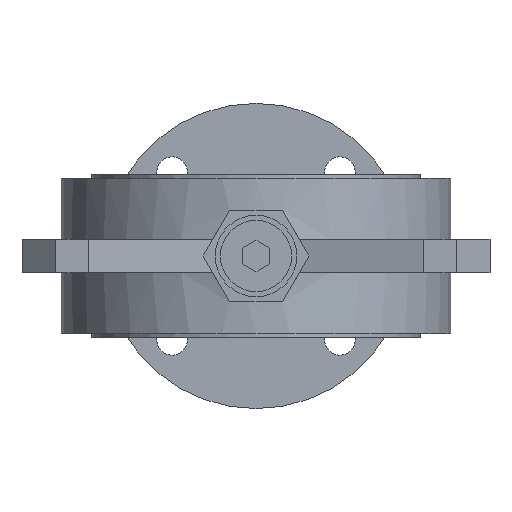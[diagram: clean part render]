
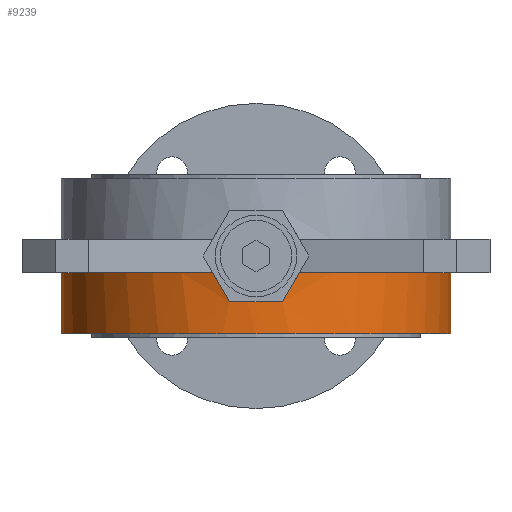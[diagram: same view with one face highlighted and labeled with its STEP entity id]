
A CAD part, front view. The second image highlights one B-rep face of the part: STEP entity #9239.
In plain terms, the highlighted cylindrical face has radius 57.5 mm (diameter 115 mm), a partial arc.
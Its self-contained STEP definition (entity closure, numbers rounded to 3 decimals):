
#843 = DIRECTION ( 'NONE',  ( 1., 0., 0. ) ) ;
#1383 = DIRECTION ( 'NONE',  ( 0., 0., 1. ) ) ;
#1450 = CARTESIAN_POINT ( 'NONE',  ( -12.702, -56.08, -5. ) ) ;
#2022 = ORIENTED_EDGE ( 'NONE', *, *, #8617, .F. ) ;
#2674 =( BOUNDED_CURVE ( )  B_SPLINE_CURVE ( 3, ( #3078, #22600, #14688, #1450 ),
 .UNSPECIFIED., .F., .T. ) 
 B_SPLINE_CURVE_WITH_KNOTS ( ( 4, 4 ),
 ( 4.848, 4.935 ),
 .UNSPECIFIED. ) 
 CURVE ( )  GEOMETRIC_REPRESENTATION_ITEM ( )  RATIONAL_B_SPLINE_CURVE ( ( 1., 0.999, 0.999, 1. ) ) 
 REPRESENTATION_ITEM ( '' )  );
#2882 = CARTESIAN_POINT ( 'NONE',  ( 9.442, -56.744, -10.645 ) ) ;
#2959 = CARTESIAN_POINT ( 'NONE',  ( 0., 0., -13.5 ) ) ;
#3078 = CARTESIAN_POINT ( 'NONE',  ( -7.794, -56.969, -13.5 ) ) ;
#3737 = CARTESIAN_POINT ( 'NONE',  ( 0., 0., -5. ) ) ;
#5036 = CYLINDRICAL_SURFACE ( 'NONE', #8270, 57.5 ) ;
#5214 = CARTESIAN_POINT ( 'NONE',  ( -57.5, 0., 115.101 ) ) ;
#5426 = DIRECTION ( 'NONE',  ( 0., 0., 1. ) ) ;
#5843 = ORIENTED_EDGE ( 'NONE', *, *, #8975, .T. ) ;
#5945 = CIRCLE ( 'NONE', #14019, 57.5 ) ;
#6205 = VECTOR ( 'NONE', #1383, 1000. ) ;
#6885 = VERTEX_POINT ( 'NONE', #23435 ) ;
#7122 = DIRECTION ( 'NONE',  ( 1., 0., 0. ) ) ;
#7192 = CARTESIAN_POINT ( 'NONE',  ( 57.5, 0., 115.101 ) ) ;
#7255 = AXIS2_PLACEMENT_3D ( 'NONE', #24539, #18823, #7122 ) ;
#7874 = VERTEX_POINT ( 'NONE', #16528 ) ;
#7914 = EDGE_CURVE ( 'NONE', #22839, #6885, #9226, .T. ) ;
#8270 = AXIS2_PLACEMENT_3D ( 'NONE', #15482, #15814, #13631 ) ;
#8333 = ORIENTED_EDGE ( 'NONE', *, *, #7914, .T. ) ;
#8617 = EDGE_CURVE ( 'NONE', #15713, #6885, #5945, .T. ) ;
#8975 = EDGE_CURVE ( 'NONE', #15713, #15264, #16750, .T. ) ;
#9226 = LINE ( 'NONE', #7192, #24295 ) ;
#9239 = ADVANCED_FACE ( 'NONE', ( #24311 ), #5036, .T. ) ;
#10300 = EDGE_CURVE ( 'NONE', #11400, #7874, #2674, .T. ) ;
#11400 = VERTEX_POINT ( 'NONE', #12722 ) ;
#11667 = ORIENTED_EDGE ( 'NONE', *, *, #23626, .T. ) ;
#11996 = VERTEX_POINT ( 'NONE', #22218 ) ;
#12386 = DIRECTION ( 'NONE',  ( 0., 0., -1. ) ) ;
#12391 = CARTESIAN_POINT ( 'NONE',  ( 7.794, -56.969, -13.5 ) ) ;
#12687 = CIRCLE ( 'NONE', #7255, 57.5 ) ;
#12722 = CARTESIAN_POINT ( 'NONE',  ( -7.794, -56.969, -13.5 ) ) ;
#12794 = LINE ( 'NONE', #5214, #6205 ) ;
#13232 = EDGE_CURVE ( 'NONE', #24354, #22839, #12687, .T. ) ;
#13631 = DIRECTION ( 'NONE',  ( 1., 0., 0. ) ) ;
#13916 = AXIS2_PLACEMENT_3D ( 'NONE', #2959, #12386, #843 ) ;
#14019 = AXIS2_PLACEMENT_3D ( 'NONE', #3737, #5426, #15011 ) ;
#14688 = CARTESIAN_POINT ( 'NONE',  ( -11.079, -56.447, -7.81 ) ) ;
#15011 = DIRECTION ( 'NONE',  ( 1., 0., 0. ) ) ;
#15157 = ORIENTED_EDGE ( 'NONE', *, *, #24593, .F. ) ;
#15264 = VERTEX_POINT ( 'NONE', #18270 ) ;
#15281 = CIRCLE ( 'NONE', #23812, 57.5 ) ;
#15482 = CARTESIAN_POINT ( 'NONE',  ( 0., 0., 115.101 ) ) ;
#15713 = VERTEX_POINT ( 'NONE', #23248 ) ;
#15803 = ORIENTED_EDGE ( 'NONE', *, *, #19872, .F. ) ;
#15814 = DIRECTION ( 'NONE',  ( 0., 0., 1. ) ) ;
#16253 = DIRECTION ( 'NONE',  ( 0., 0., 1. ) ) ;
#16528 = CARTESIAN_POINT ( 'NONE',  ( -12.702, -56.08, -5. ) ) ;
#16750 =( BOUNDED_CURVE ( )  B_SPLINE_CURVE ( 3, ( #20252, #18133, #2882, #12391 ),
 .UNSPECIFIED., .F., .F. ) 
 B_SPLINE_CURVE_WITH_KNOTS ( ( 4, 4 ),
 ( 1.348, 1.435 ),
 .UNSPECIFIED. ) 
 CURVE ( )  GEOMETRIC_REPRESENTATION_ITEM ( )  RATIONAL_B_SPLINE_CURVE ( ( 1., 0.999, 0.999, 1. ) ) 
 REPRESENTATION_ITEM ( '' )  );
#17365 = EDGE_LOOP ( 'NONE', ( #15803, #23302, #8333, #2022, #5843, #11667, #23350, #15157 ) ) ;
#18133 = CARTESIAN_POINT ( 'NONE',  ( 11.079, -56.447, -7.81 ) ) ;
#18270 = CARTESIAN_POINT ( 'NONE',  ( 7.794, -56.969, -13.5 ) ) ;
#18823 = DIRECTION ( 'NONE',  ( 0., 0., 1. ) ) ;
#19872 = EDGE_CURVE ( 'NONE', #24354, #11996, #12794, .T. ) ;
#20252 = CARTESIAN_POINT ( 'NONE',  ( 12.702, -56.08, -5. ) ) ;
#20325 = CARTESIAN_POINT ( 'NONE',  ( 0., 0., -5. ) ) ;
#20339 = DIRECTION ( 'NONE',  ( 0., 0., 1. ) ) ;
#20805 = CIRCLE ( 'NONE', #13916, 57.5 ) ;
#22218 = CARTESIAN_POINT ( 'NONE',  ( -57.5, 0., -5. ) ) ;
#22600 = CARTESIAN_POINT ( 'NONE',  ( -9.442, -56.744, -10.645 ) ) ;
#22839 = VERTEX_POINT ( 'NONE', #23711 ) ;
#23248 = CARTESIAN_POINT ( 'NONE',  ( 12.702, -56.08, -5. ) ) ;
#23302 = ORIENTED_EDGE ( 'NONE', *, *, #13232, .T. ) ;
#23350 = ORIENTED_EDGE ( 'NONE', *, *, #10300, .T. ) ;
#23435 = CARTESIAN_POINT ( 'NONE',  ( 57.5, 0., -5. ) ) ;
#23626 = EDGE_CURVE ( 'NONE', #15264, #11400, #20805, .T. ) ;
#23711 = CARTESIAN_POINT ( 'NONE',  ( 57.5, 0., -23. ) ) ;
#23812 = AXIS2_PLACEMENT_3D ( 'NONE', #20325, #16253, #24083 ) ;
#24083 = DIRECTION ( 'NONE',  ( 1., 0., 0. ) ) ;
#24295 = VECTOR ( 'NONE', #20339, 1000. ) ;
#24311 = FACE_OUTER_BOUND ( 'NONE', #17365, .T. ) ;
#24354 = VERTEX_POINT ( 'NONE', #25027 ) ;
#24539 = CARTESIAN_POINT ( 'NONE',  ( 0., 0., -23. ) ) ;
#24593 = EDGE_CURVE ( 'NONE', #11996, #7874, #15281, .T. ) ;
#25027 = CARTESIAN_POINT ( 'NONE',  ( -57.5, 0., -23. ) ) ;
